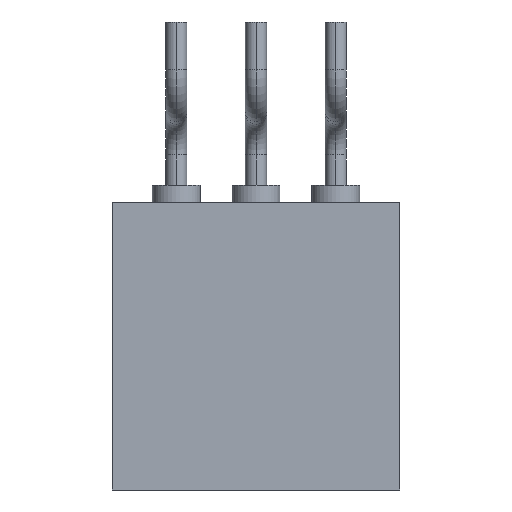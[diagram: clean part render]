
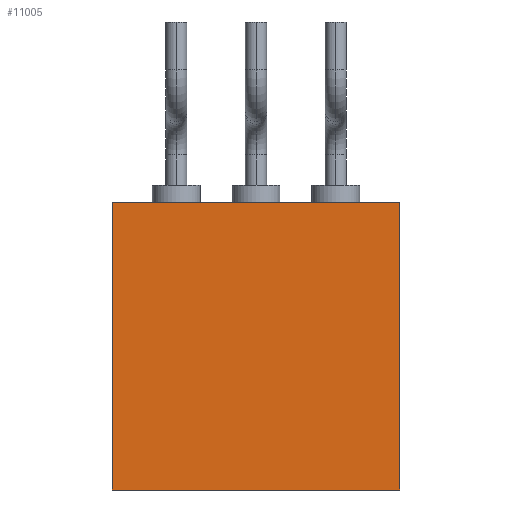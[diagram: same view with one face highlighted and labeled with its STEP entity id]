
A CAD part, front view. The second image highlights one B-rep face of the part: STEP entity #11005.
In plain terms, the highlighted planar face has unit normal (0, -1, 0).
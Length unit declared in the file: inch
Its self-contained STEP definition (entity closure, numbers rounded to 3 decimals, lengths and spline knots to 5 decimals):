
#666 = FACE_OUTER_BOUND ( 'NONE', #5363, .T. ) ;
#1110 = EDGE_CURVE ( 'NONE', #11840, #10558, #12334, .T. ) ;
#1325 = ORIENTED_EDGE ( 'NONE', *, *, #5833, .F. ) ;
#1417 = DIRECTION ( 'NONE',  ( -1., 0., 0. ) ) ;
#1568 = ORIENTED_EDGE ( 'NONE', *, *, #2054, .F. ) ;
#2054 = EDGE_CURVE ( 'NONE', #8004, #11840, #6751, .T. ) ;
#2598 = CARTESIAN_POINT ( 'NONE',  ( -0.27, 0., -0.27 ) ) ;
#4402 = DIRECTION ( 'NONE',  ( 0., 0., 1. ) ) ;
#4418 = CARTESIAN_POINT ( 'NONE',  ( 0.27, 0., -0.27 ) ) ;
#4513 = VECTOR ( 'NONE', #1417, 39.37008 ) ;
#5030 = CARTESIAN_POINT ( 'NONE',  ( -0.27, 0., 0.27 ) ) ;
#5363 = EDGE_LOOP ( 'NONE', ( #1568, #10081, #1325, #13100 ) ) ;
#5442 = DIRECTION ( 'NONE',  ( 0., 0., -1. ) ) ;
#5581 = CARTESIAN_POINT ( 'NONE',  ( -0.27, 0., -0.27 ) ) ;
#5833 = EDGE_CURVE ( 'NONE', #10558, #14744, #10234, .T. ) ;
#5868 = CARTESIAN_POINT ( 'NONE',  ( -0.27, 0., -0.27 ) ) ;
#6751 = LINE ( 'NONE', #5581, #14529 ) ;
#7320 = CARTESIAN_POINT ( 'NONE',  ( 0.27, 0., 0.27 ) ) ;
#7830 = DIRECTION ( 'NONE',  ( 1., 0., 0. ) ) ;
#7902 = DIRECTION ( 'NONE',  ( 0., 1., 0. ) ) ;
#8004 = VERTEX_POINT ( 'NONE', #5868 ) ;
#8406 = EDGE_CURVE ( 'NONE', #14744, #8004, #12350, .T. ) ;
#10081 = ORIENTED_EDGE ( 'NONE', *, *, #8406, .F. ) ;
#10234 = LINE ( 'NONE', #4418, #10455 ) ;
#10455 = VECTOR ( 'NONE', #5442, 39.37008 ) ;
#10558 = VERTEX_POINT ( 'NONE', #7320 ) ;
#10930 = CARTESIAN_POINT ( 'NONE',  ( 0.27, 0., -0.27 ) ) ;
#11005 = ADVANCED_FACE ( 'NONE', ( #666 ), #14837, .F. ) ;
#11079 = DIRECTION ( 'NONE',  ( 1., 0., 0. ) ) ;
#11429 = AXIS2_PLACEMENT_3D ( 'NONE', #12626, #7902, #7830 ) ;
#11840 = VERTEX_POINT ( 'NONE', #12497 ) ;
#12334 = LINE ( 'NONE', #5030, #12747 ) ;
#12350 = LINE ( 'NONE', #2598, #4513 ) ;
#12497 = CARTESIAN_POINT ( 'NONE',  ( -0.27, 0., 0.27 ) ) ;
#12626 = CARTESIAN_POINT ( 'NONE',  ( 0., 0., 0. ) ) ;
#12747 = VECTOR ( 'NONE', #11079, 39.37008 ) ;
#13100 = ORIENTED_EDGE ( 'NONE', *, *, #1110, .F. ) ;
#14529 = VECTOR ( 'NONE', #4402, 39.37008 ) ;
#14744 = VERTEX_POINT ( 'NONE', #10930 ) ;
#14837 = PLANE ( 'NONE',  #11429 ) ;
